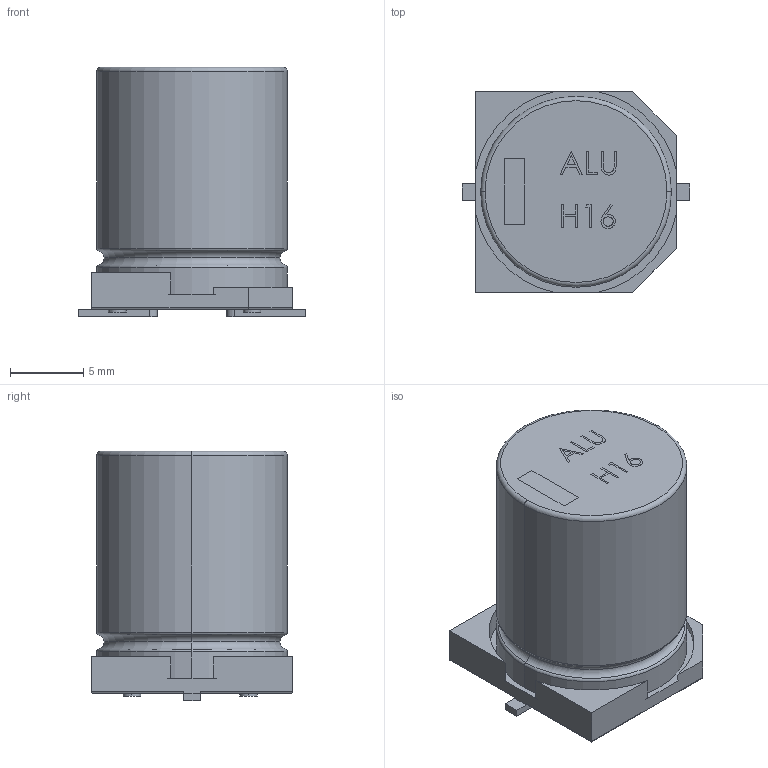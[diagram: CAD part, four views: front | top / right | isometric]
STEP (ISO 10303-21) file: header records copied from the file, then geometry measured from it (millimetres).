
FILE_DESCRIPTION (( 'STEP AP214' ), '1' );
FILE_NAME ('User Library-ALU-H16.STEP', '2012-03-26T05:49:13', ( 'sysAdmin' ), ( 'SolidWorks' ), 'SwSTEP 2.0', 'SolidWorks 2012', '' );
FILE_SCHEMA (( 'AUTOMOTIVE_DESIGN' ));
Length unit declared in the file: millimetre
Products named in the file (1): User Library-ALU-H16
Bounding box: 15.5 x 13.7 x 17 mm (x, y, z)
Volume: 951.6 mm3; surface area: 1821.5 mm2
Topology: 1 solids, 2 shells, 147 faces, 363 edges, 234 vertices
Faces by surface type: plane 86, cylinder 31, bspline 16, torus 14
Entity records: 6661 total; most frequent: CARTESIAN_POINT 1731, ORIENTED_EDGE 726, DIRECTION 663, EDGE_CURVE 363, VECTOR 251, LINE 251, VERTEX_POINT 234, AXIS2_PLACEMENT_3D 206
